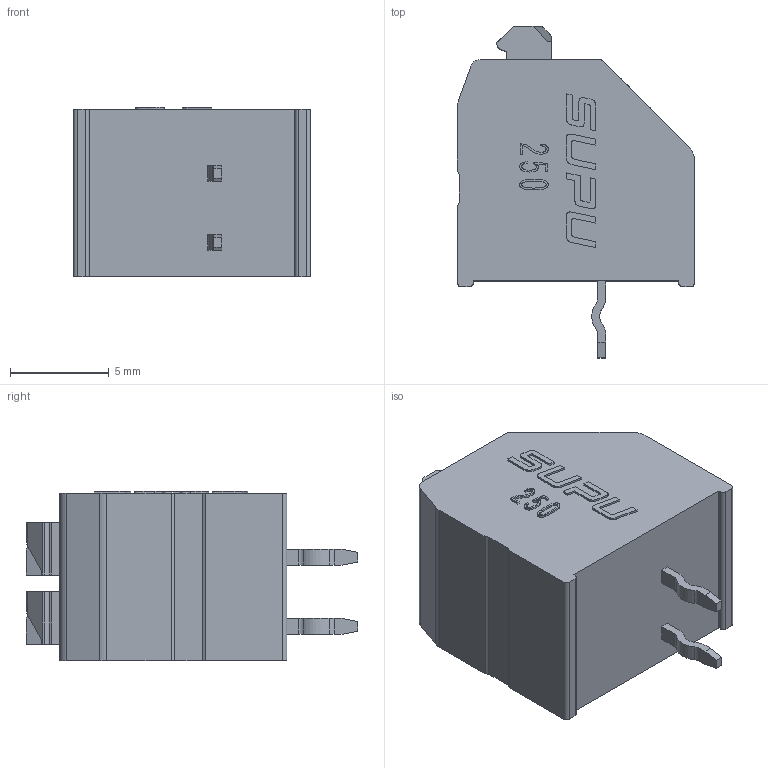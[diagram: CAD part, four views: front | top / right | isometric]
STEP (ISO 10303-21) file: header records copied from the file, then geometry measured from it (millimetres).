
FILE_DESCRIPTION(/* description */ (''),/* implementation_level */ '2;1');
FILE_NAME(/* name */ '250102.stp',/* time_stamp */ '2022-06-11T10:38:43+08:00',/* author */ (''),/* organization */ (''),/* preprocessor_version */ 'ST-DEVELOPER v16.7',/* originating_system */ 'SIEMENS PLM Software NX 12.0',/* authorisation */ '');
FILE_SCHEMA (('AP203_CONFIGURATION_CONTROLLED_3D_DESIGN_OF_MECHANICAL_PARTS_AND_ASSEMBLIES_MIM_LF { 1 0 10303 403 2 1 2}'));
Length unit declared in the file: millimetre
Products named in the file (1): SP0D10CED6air3
Bounding box: 12 x 16.8 x 8.6 mm (x, y, z)
Volume: 1047.5 mm3; surface area: 693.3 mm2
Topology: 1 solids, 1 shells, 279 faces, 778 edges, 517 vertices
Faces by surface type: plane 181, extrusion 46, cylinder 46, cone 6
Entity records: 10322 total; most frequent: CARTESIAN_POINT 3146, ORIENTED_EDGE 1556, DIRECTION 1294, EDGE_CURVE 778, VECTOR 612, LINE 566, VERTEX_POINT 517, AXIS2_PLACEMENT_3D 341
